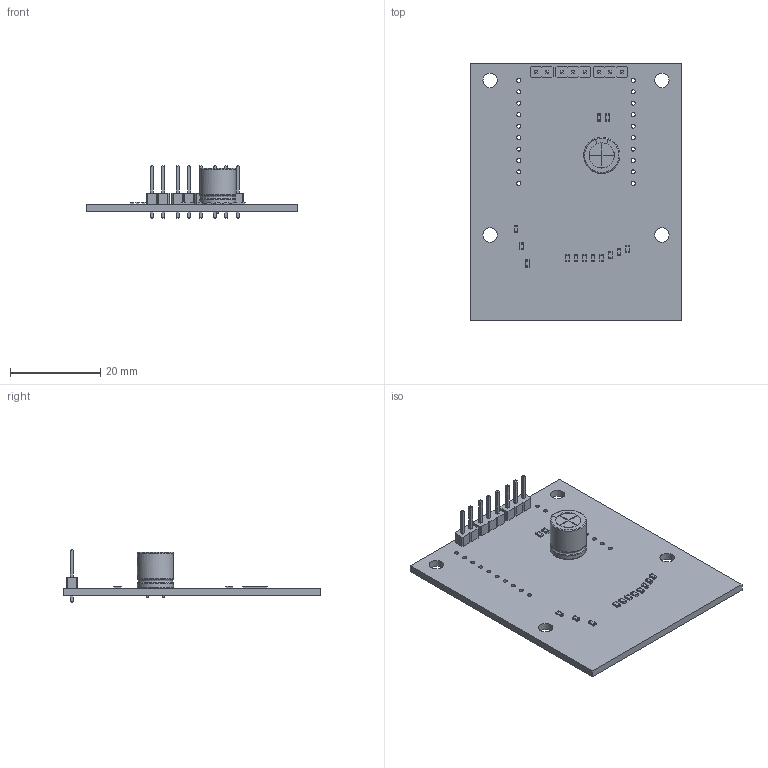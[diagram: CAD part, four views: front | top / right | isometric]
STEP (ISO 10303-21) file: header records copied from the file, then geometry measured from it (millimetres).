
FILE_DESCRIPTION(('KiCad electronic assembly'),'2;1');
FILE_NAME('DisplayController r1.step','2020-06-06T22:46:42',('An Author' ),('A Company'),'Open CASCADE STEP processor 6.8', 'KiCad to STEP converter','Unknown');
FILE_SCHEMA(('AUTOMOTIVE_DESIGN_CC2 { 1 2 10303 214 -1 1 5 4 }'));
Length unit declared in the file: millimetre
Products named in the file (10): Open CASCADE STEP translator 6.8 1; PinHeader_1x03_P2.54mm_Vertical; SOLID; R_0603_1608Metric; PinHeader_1x02_P2.54mm_Vertical; CP_Radial_D8.0mm_P3.50mm; COMPOUND
Assembly tree (22 placements, depth 3):
  Open CASCADE STEP translator 6.8 1
    PinHeader_1x03_P2.54mm_Vertical  x2
      SOLID
    R_0603_1608Metric  x13
      SOLID
    PinHeader_1x02_P2.54mm_Vertical
      SOLID
    CP_Radial_D8.0mm_P3.50mm
      SOLID
    COMPOUND
Bounding box: 46.99 x 57.15 x 11.54 mm (x, y, z)
Volume: 4767.8 mm3; surface area: 6651.8 mm2
Topology: 18 solids, 19 shells, 636 faces, 1614 edges, 1035 vertices
Faces by surface type: plane 467, cylinder 153, bspline 8, revolution 6, torus 2
Full cylindrical faces by diameter (mm): 0.5 x2, 0.8 x2, 0.889 x20, 1 x8, 3.2 x4
Entity records: 22943 total; most frequent: CARTESIAN_POINT 8807, DIRECTION 2254, LINE 1362, VECTOR 1362, ORIENTED_EDGE 1236, PCURVE 1236, DEFINITIONAL_REPRESENTATION 1236, EDGE_CURVE 618
